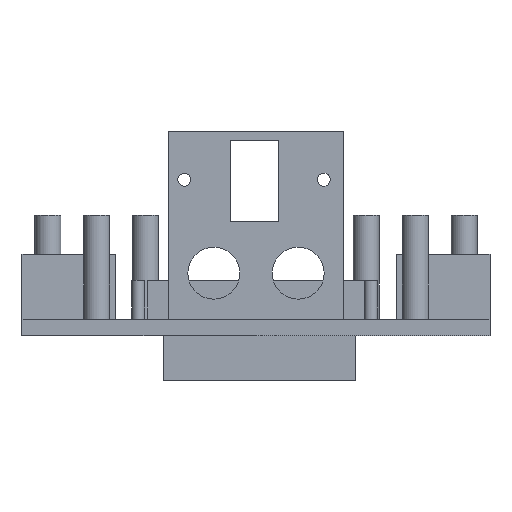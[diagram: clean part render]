
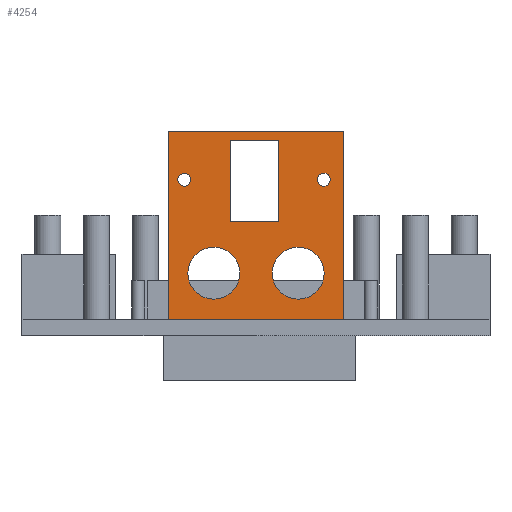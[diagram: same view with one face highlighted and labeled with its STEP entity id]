
A CAD part, front view. The second image highlights one B-rep face of the part: STEP entity #4254.
In plain terms, the highlighted planar face has unit normal (0, -1, 0).
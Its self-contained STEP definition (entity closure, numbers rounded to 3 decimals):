
#65 = VERTEX_POINT('',#66);
#66 = CARTESIAN_POINT('',(-60.9,-108.,0.));
#153 = VERTEX_POINT('',#154);
#154 = CARTESIAN_POINT('',(-6.9,-108.,0.));
#992 = EDGE_CURVE('',#65,#153,#993,.T.);
#993 = LINE('',#994,#995);
#994 = CARTESIAN_POINT('',(-60.9,-108.,0.));
#995 = VECTOR('',#996,1.);
#996 = DIRECTION('',(1.,0.,0.));
#1044 = EDGE_CURVE('',#65,#1045,#1047,.T.);
#1045 = VERTEX_POINT('',#1046);
#1046 = CARTESIAN_POINT('',(-60.9,-108.,58.));
#1047 = LINE('',#1048,#1049);
#1048 = CARTESIAN_POINT('',(-60.9,-108.,0.));
#1049 = VECTOR('',#1050,1.);
#1050 = DIRECTION('',(0.,0.,1.));
#1717 = EDGE_CURVE('',#153,#1718,#1720,.T.);
#1718 = VERTEX_POINT('',#1719);
#1719 = CARTESIAN_POINT('',(-6.9,-108.,58.));
#1720 = LINE('',#1721,#1722);
#1721 = CARTESIAN_POINT('',(-6.9,-108.,0.));
#1722 = VECTOR('',#1723,1.);
#1723 = DIRECTION('',(0.,0.,1.));
#4254 = ADVANCED_FACE('',(#4255,#4266,#4277,#4288,#4299,#4333),#4344,.F.
  );
#4255 = FACE_BOUND('',#4256,.F.);
#4256 = EDGE_LOOP('',(#4257,#4258,#4259,#4265));
#4257 = ORIENTED_EDGE('',*,*,#992,.F.);
#4258 = ORIENTED_EDGE('',*,*,#1044,.T.);
#4259 = ORIENTED_EDGE('',*,*,#4260,.T.);
#4260 = EDGE_CURVE('',#1045,#1718,#4261,.T.);
#4261 = LINE('',#4262,#4263);
#4262 = CARTESIAN_POINT('',(-60.9,-108.,58.));
#4263 = VECTOR('',#4264,1.);
#4264 = DIRECTION('',(1.,0.,0.));
#4265 = ORIENTED_EDGE('',*,*,#1717,.F.);
#4266 = FACE_BOUND('',#4267,.F.);
#4267 = EDGE_LOOP('',(#4268));
#4268 = ORIENTED_EDGE('',*,*,#4269,.T.);
#4269 = EDGE_CURVE('',#4270,#4270,#4272,.T.);
#4270 = VERTEX_POINT('',#4271);
#4271 = CARTESIAN_POINT('',(-38.9,-108.,14.2));
#4272 = CIRCLE('',#4273,8.);
#4273 = AXIS2_PLACEMENT_3D('',#4274,#4275,#4276);
#4274 = CARTESIAN_POINT('',(-46.9,-108.,14.2));
#4275 = DIRECTION('',(0.,-1.,0.));
#4276 = DIRECTION('',(1.,0.,0.));
#4277 = FACE_BOUND('',#4278,.F.);
#4278 = EDGE_LOOP('',(#4279));
#4279 = ORIENTED_EDGE('',*,*,#4280,.T.);
#4280 = EDGE_CURVE('',#4281,#4281,#4283,.T.);
#4281 = VERTEX_POINT('',#4282);
#4282 = CARTESIAN_POINT('',(-54.,-108.,43.));
#4283 = CIRCLE('',#4284,2.);
#4284 = AXIS2_PLACEMENT_3D('',#4285,#4286,#4287);
#4285 = CARTESIAN_POINT('',(-56.,-108.,43.));
#4286 = DIRECTION('',(0.,-1.,0.));
#4287 = DIRECTION('',(1.,0.,0.));
#4288 = FACE_BOUND('',#4289,.F.);
#4289 = EDGE_LOOP('',(#4290));
#4290 = ORIENTED_EDGE('',*,*,#4291,.T.);
#4291 = EDGE_CURVE('',#4292,#4292,#4294,.T.);
#4292 = VERTEX_POINT('',#4293);
#4293 = CARTESIAN_POINT('',(-12.9,-108.,14.2));
#4294 = CIRCLE('',#4295,8.);
#4295 = AXIS2_PLACEMENT_3D('',#4296,#4297,#4298);
#4296 = CARTESIAN_POINT('',(-20.9,-108.,14.2));
#4297 = DIRECTION('',(0.,-1.,0.));
#4298 = DIRECTION('',(1.,0.,0.));
#4299 = FACE_BOUND('',#4300,.F.);
#4300 = EDGE_LOOP('',(#4301,#4311,#4319,#4327));
#4301 = ORIENTED_EDGE('',*,*,#4302,.F.);
#4302 = EDGE_CURVE('',#4303,#4305,#4307,.T.);
#4303 = VERTEX_POINT('',#4304);
#4304 = CARTESIAN_POINT('',(-41.9,-108.,30.));
#4305 = VERTEX_POINT('',#4306);
#4306 = CARTESIAN_POINT('',(-41.9,-108.,55.));
#4307 = LINE('',#4308,#4309);
#4308 = CARTESIAN_POINT('',(-41.9,-108.,30.));
#4309 = VECTOR('',#4310,1.);
#4310 = DIRECTION('',(0.,0.,1.));
#4311 = ORIENTED_EDGE('',*,*,#4312,.T.);
#4312 = EDGE_CURVE('',#4303,#4313,#4315,.T.);
#4313 = VERTEX_POINT('',#4314);
#4314 = CARTESIAN_POINT('',(-26.9,-108.,30.));
#4315 = LINE('',#4316,#4317);
#4316 = CARTESIAN_POINT('',(-41.9,-108.,30.));
#4317 = VECTOR('',#4318,1.);
#4318 = DIRECTION('',(1.,0.,0.));
#4319 = ORIENTED_EDGE('',*,*,#4320,.T.);
#4320 = EDGE_CURVE('',#4313,#4321,#4323,.T.);
#4321 = VERTEX_POINT('',#4322);
#4322 = CARTESIAN_POINT('',(-26.9,-108.,55.));
#4323 = LINE('',#4324,#4325);
#4324 = CARTESIAN_POINT('',(-26.9,-108.,30.));
#4325 = VECTOR('',#4326,1.);
#4326 = DIRECTION('',(0.,0.,1.));
#4327 = ORIENTED_EDGE('',*,*,#4328,.F.);
#4328 = EDGE_CURVE('',#4305,#4321,#4329,.T.);
#4329 = LINE('',#4330,#4331);
#4330 = CARTESIAN_POINT('',(-41.9,-108.,55.));
#4331 = VECTOR('',#4332,1.);
#4332 = DIRECTION('',(1.,0.,0.));
#4333 = FACE_BOUND('',#4334,.F.);
#4334 = EDGE_LOOP('',(#4335));
#4335 = ORIENTED_EDGE('',*,*,#4336,.T.);
#4336 = EDGE_CURVE('',#4337,#4337,#4339,.T.);
#4337 = VERTEX_POINT('',#4338);
#4338 = CARTESIAN_POINT('',(-11.,-108.,43.));
#4339 = CIRCLE('',#4340,2.);
#4340 = AXIS2_PLACEMENT_3D('',#4341,#4342,#4343);
#4341 = CARTESIAN_POINT('',(-13.,-108.,43.));
#4342 = DIRECTION('',(0.,-1.,0.));
#4343 = DIRECTION('',(1.,0.,0.));
#4344 = PLANE('',#4345);
#4345 = AXIS2_PLACEMENT_3D('',#4346,#4347,#4348);
#4346 = CARTESIAN_POINT('',(-60.9,-108.,0.));
#4347 = DIRECTION('',(0.,1.,0.));
#4348 = DIRECTION('',(0.,0.,1.));
